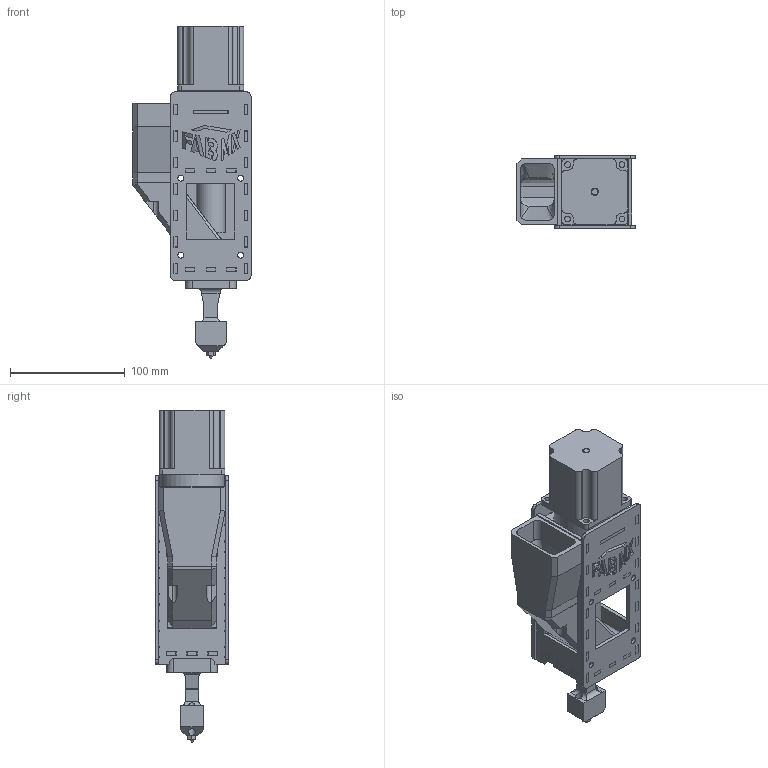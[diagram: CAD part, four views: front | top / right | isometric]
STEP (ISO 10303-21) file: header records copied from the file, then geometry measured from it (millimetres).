
FILE_DESCRIPTION(/* description */ (''),/* implementation_level */ '2;1');
FILE_NAME(/* name */ 'reimport v6.step',/* time_stamp */ '2023-12-19T17:50:35+01:00',/* author */ (''),/* organization */ (''),/* preprocessor_version */ 'ST-DEVELOPER v20',/* originating_system */ 'Autodesk Translation Framework v12.14.0.127',/* authorisation */ '');
FILE_SCHEMA (('AUTOMOTIVE_DESIGN { 1 0 10303 214 3 1 1 }'));
Length unit declared in the file: millimetre
Products named in the file (27): reimport; 1fe08fae-9e8a-11ee-9b3b-028037ec0200; 1fe10484-9e8a-11ee-95c5-028037ec0200; 1fe10484-9e8a-11ee-95c5-028037ec0200_part; 1fe12b84-9e8a-11ee-9896-028037ec0200; 1fe12b84-9e8a-11ee-9896-028037ec0200_part; 1fe12b85-9e8a-11ee-919e-028037ec0200; 1fe12b85-9e8a-11ee-919e-028037ec0200_part; 1fe12b86-9e8a-11ee-9747-028037ec0200; 1fe12b86-9e8a-11ee-9747-028037ec0200_part; 1fe12b87-9e8a-11ee-9325-028037ec0200; 1fe12b87-9e8a-11ee-9325-028037ec0200_part; 1fe12b88-9e8a-11ee-9519-028037ec0200; 1fe12b88-9e8a-11ee-9519-028037ec0200_part; 1fe12b89-9e8a-11ee-aabd-028037ec0200; 1fe12b89-9e8a-11ee-aabd-028037ec0200_part; 1fe12b8a-9e8a-11ee-bf9c-028037ec0200; 1fe12b8a-9e8a-11ee-bf9c-028037ec0200_part; 1fe12b8b-9e8a-11ee-9e8c-028037ec0200; 1fe12b8b-9e8a-11ee-9e8c-028037ec0200_part; PelletInlet_Funnel; E3D V6 Nozzle (0.4mm); MotorGearSpecs; NEMA23 Motor; Getriebe; ShaftCoupler; 10mm Extruder Screw (nicht exakt)
Assembly tree (26 placements, depth 4):
  reimport
    1fe08fae-9e8a-11ee-9b3b-028037ec0200
      1fe10484-9e8a-11ee-95c5-028037ec0200
        1fe10484-9e8a-11ee-95c5-028037ec0200_part
      1fe12b84-9e8a-11ee-9896-028037ec0200
        1fe12b84-9e8a-11ee-9896-028037ec0200_part
      1fe12b85-9e8a-11ee-919e-028037ec0200
        1fe12b85-9e8a-11ee-919e-028037ec0200_part
      1fe12b86-9e8a-11ee-9747-028037ec0200
        1fe12b86-9e8a-11ee-9747-028037ec0200_part
      1fe12b87-9e8a-11ee-9325-028037ec0200
        1fe12b87-9e8a-11ee-9325-028037ec0200_part
      1fe12b88-9e8a-11ee-9519-028037ec0200
        1fe12b88-9e8a-11ee-9519-028037ec0200_part
      1fe12b89-9e8a-11ee-aabd-028037ec0200
        1fe12b89-9e8a-11ee-aabd-028037ec0200_part
      1fe12b8a-9e8a-11ee-bf9c-028037ec0200
        1fe12b8a-9e8a-11ee-bf9c-028037ec0200_part
      1fe12b8b-9e8a-11ee-9e8c-028037ec0200
        1fe12b8b-9e8a-11ee-9e8c-028037ec0200_part
    PelletInlet_Funnel
    E3D V6 Nozzle (0.4mm)
    MotorGearSpecs
      NEMA23 Motor
      Getriebe
    ShaftCoupler
    10mm Extruder Screw (nicht exakt)
Bounding box: 102.66 x 64 x 288.81 mm (x, y, z)
Volume: 655278.7 mm3; surface area: 216323.8 mm2
Topology: 16 solids, 16 shells, 1248 faces, 3572 edges, 2369 vertices
Faces by surface type: plane 734, cylinder 419, bspline 71, cone 24
Full cylindrical faces by diameter (mm): 0.4 x1, 2 x1, 2.529 x1, 3.2 x6, 3.9 x4, 5 x1, 5.035 x1, 5.08 x4, 5.2 x24, 5.4 x4, 5.884 x1, 6 x8, 6.35 x2, 8 x3, 8.707 x3, 10 x3, 10.087 x11, 10.5 x1, 12 x2, 14 x1, 25 x1, 34.2 x1, 38.1 x1, 40.64 x1, 56 x1, 56.6 x1
Entity records: 48280 total; most frequent: CARTESIAN_POINT 14226, ORIENTED_EDGE 7134, DIRECTION 6720, EDGE_CURVE 3567, LINE 2504, VECTOR 2504, VERTEX_POINT 2369, AXIS2_PLACEMENT_3D 2108
